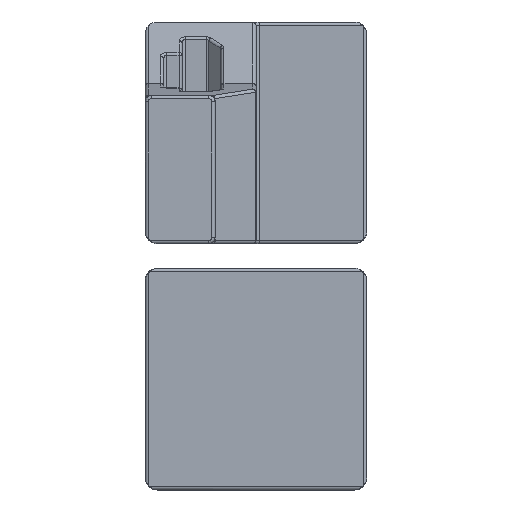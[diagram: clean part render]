
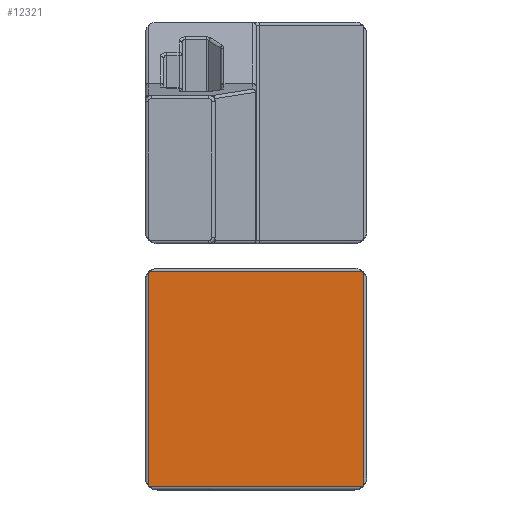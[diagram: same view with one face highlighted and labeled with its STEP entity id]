
A CAD part, left-side view. The second image highlights one B-rep face of the part: STEP entity #12321.
In plain terms, the highlighted planar face has unit normal (-1, 0, 0).
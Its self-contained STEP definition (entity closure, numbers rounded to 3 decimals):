
#347=PLANE('',#13256);
#500=CIRCLE('',#13115,0.25);
#509=CIRCLE('',#13133,0.25);
#568=CIRCLE('',#13222,0.25);
#571=CIRCLE('',#13227,0.25);
#1610=FACE_OUTER_BOUND('',#2440,.T.);
#2440=EDGE_LOOP('',(#8341,#8342,#8343,#8344,#8345,#8346,#8347,#8348));
#3253=LINE('',#19604,#4021);
#3304=LINE('',#20091,#4072);
#3307=LINE('',#20096,#4075);
#3308=LINE('',#20111,#4076);
#4021=VECTOR('',#14987,10.);
#4072=VECTOR('',#15234,10.);
#4075=VECTOR('',#15239,10.);
#4076=VECTOR('',#15248,10.);
#4933=VERTEX_POINT('',#19576);
#4934=VERTEX_POINT('',#19578);
#4941=VERTEX_POINT('',#19602);
#4955=VERTEX_POINT('',#19642);
#5038=VERTEX_POINT('',#20085);
#5039=VERTEX_POINT('',#20087);
#5040=VERTEX_POINT('',#20095);
#5041=VERTEX_POINT('',#20107);
#6064=EDGE_CURVE('',#4933,#4934,#500,.T.);
#6078=EDGE_CURVE('',#4941,#4933,#3253,.T.);
#6094=EDGE_CURVE('',#4955,#4941,#509,.T.);
#6209=EDGE_CURVE('',#5038,#5039,#568,.T.);
#6211=EDGE_CURVE('',#5039,#4955,#3304,.T.);
#6214=EDGE_CURVE('',#4934,#5040,#3307,.T.);
#6216=EDGE_CURVE('',#5040,#5041,#571,.T.);
#6218=EDGE_CURVE('',#5041,#5038,#3308,.T.);
#8341=ORIENTED_EDGE('',*,*,#6209,.F.);
#8342=ORIENTED_EDGE('',*,*,#6218,.F.);
#8343=ORIENTED_EDGE('',*,*,#6216,.F.);
#8344=ORIENTED_EDGE('',*,*,#6214,.F.);
#8345=ORIENTED_EDGE('',*,*,#6064,.F.);
#8346=ORIENTED_EDGE('',*,*,#6078,.F.);
#8347=ORIENTED_EDGE('',*,*,#6094,.F.);
#8348=ORIENTED_EDGE('',*,*,#6211,.F.);
#12321=ADVANCED_FACE('',(#1610),#347,.F.);
#13115=AXIS2_PLACEMENT_3D('',#19579,#14957,#14958);
#13133=AXIS2_PLACEMENT_3D('',#19644,#15010,#15011);
#13222=AXIS2_PLACEMENT_3D('',#20088,#15228,#15229);
#13227=AXIS2_PLACEMENT_3D('',#20108,#15242,#15243);
#13256=AXIS2_PLACEMENT_3D('',#20228,#15334,#15335);
#14957=DIRECTION('center_axis',(1.,0.,0.));
#14958=DIRECTION('ref_axis',(0.,-0.707,-0.707));
#14987=DIRECTION('',(0.,0.,-1.));
#15010=DIRECTION('center_axis',(1.,0.,0.));
#15011=DIRECTION('ref_axis',(0.,-0.707,0.707));
#15228=DIRECTION('center_axis',(1.,0.,0.));
#15229=DIRECTION('ref_axis',(0.,0.707,0.707));
#15234=DIRECTION('',(0.,-1.,0.));
#15239=DIRECTION('',(0.,1.,0.));
#15242=DIRECTION('center_axis',(1.,0.,0.));
#15243=DIRECTION('ref_axis',(0.,0.707,-0.707));
#15248=DIRECTION('',(0.,0.,1.));
#15334=DIRECTION('center_axis',(1.,0.,0.));
#15335=DIRECTION('ref_axis',(0.,0.,-1.));
#19576=CARTESIAN_POINT('',(0.,1.25,1.5));
#19578=CARTESIAN_POINT('',(0.,1.5,1.25));
#19579=CARTESIAN_POINT('Origin',(0.,1.5,1.5));
#19602=CARTESIAN_POINT('',(0.,1.25,18.5));
#19604=CARTESIAN_POINT('',(0.,1.25,14.25));
#19642=CARTESIAN_POINT('',(0.,1.5,18.75));
#19644=CARTESIAN_POINT('Origin',(0.,1.5,18.5));
#20085=CARTESIAN_POINT('',(0.,18.75,18.5));
#20087=CARTESIAN_POINT('',(0.,18.5,18.75));
#20088=CARTESIAN_POINT('Origin',(0.,18.5,18.5));
#20091=CARTESIAN_POINT('',(0.,14.25,18.75));
#20095=CARTESIAN_POINT('',(0.,18.5,1.25));
#20096=CARTESIAN_POINT('',(0.,5.75,1.25));
#20107=CARTESIAN_POINT('',(0.,18.75,1.5));
#20108=CARTESIAN_POINT('Origin',(0.,18.5,1.5));
#20111=CARTESIAN_POINT('',(0.,18.75,5.75));
#20228=CARTESIAN_POINT('Origin',(0.,10.,10.));
